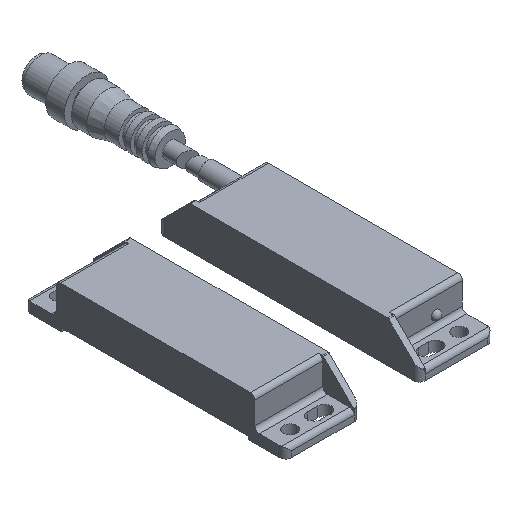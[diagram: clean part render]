
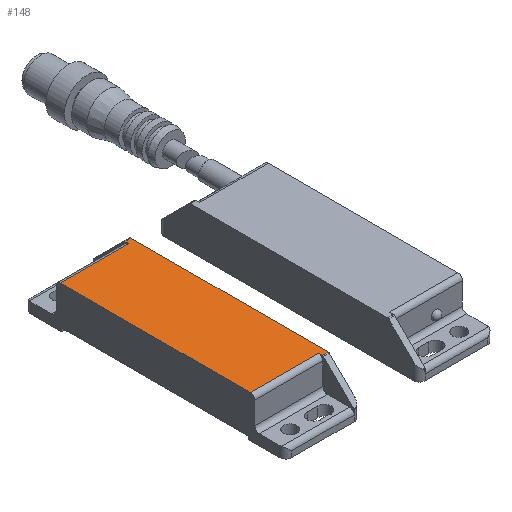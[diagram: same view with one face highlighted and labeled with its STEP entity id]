
A CAD part, isometric view. The second image highlights one B-rep face of the part: STEP entity #148.
In plain terms, the highlighted planar face has unit normal (0, 0, 1).
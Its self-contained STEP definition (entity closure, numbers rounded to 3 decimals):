
#148=ADVANCED_FACE('',(#394),#395,.T.);
#394=FACE_OUTER_BOUND('',#710,.T.);
#395=PLANE('',#711);
#710=EDGE_LOOP('',(#1571,#1572,#1573,#1574,#1575,#1576,#1577,#1578));
#711=AXIS2_PLACEMENT_3D('',#1579,#1580,#1581);
#1571=ORIENTED_EDGE('',*,*,#2218,.T.);
#1572=ORIENTED_EDGE('',*,*,#2174,.T.);
#1573=ORIENTED_EDGE('',*,*,#2240,.T.);
#1574=ORIENTED_EDGE('',*,*,#2248,.T.);
#1575=ORIENTED_EDGE('',*,*,#2249,.F.);
#1576=ORIENTED_EDGE('',*,*,#2250,.T.);
#1577=ORIENTED_EDGE('',*,*,#2251,.T.);
#1578=ORIENTED_EDGE('',*,*,#2222,.T.);
#1579=CARTESIAN_POINT('',(-19.0,44.0,14.0));
#1580=DIRECTION('',(0.,0.,1.0));
#1581=DIRECTION('',(0.,1.0,0.));
#2174=EDGE_CURVE('',#2669,#2667,#2670,.T.);
#2218=EDGE_CURVE('',#2736,#2669,#2737,.T.);
#2222=EDGE_CURVE('',#2742,#2736,#2743,.T.);
#2240=EDGE_CURVE('',#2667,#2770,#2772,.T.);
#2248=EDGE_CURVE('',#2770,#2784,#2786,.T.);
#2249=EDGE_CURVE('',#2787,#2784,#2788,.T.);
#2250=EDGE_CURVE('',#2787,#2789,#2790,.T.);
#2251=EDGE_CURVE('',#2789,#2742,#2791,.T.);
#2667=VERTEX_POINT('',#3444);
#2669=VERTEX_POINT('',#3446);
#2670=LINE('',#3447,#3448);
#2736=VERTEX_POINT('',#3552);
#2737=LINE('',#3553,#3554);
#2742=VERTEX_POINT('',#3561);
#2743=LINE('',#3562,#3563);
#2770=VERTEX_POINT('',#3601);
#2772=LINE('',#3603,#3604);
#2784=VERTEX_POINT('',#3634);
#2786=LINE('',#3636,#3637);
#2787=VERTEX_POINT('',#3638);
#2788=LINE('',#3639,#3640);
#2789=VERTEX_POINT('',#3641);
#2790=LINE('',#3642,#3643);
#2791=LINE('',#3644,#3645);
#3444=CARTESIAN_POINT('',(-45.0,12.0,14.0));
#3446=CARTESIAN_POINT('',(-45.0,76.0,14.0));
#3447=CARTESIAN_POINT('',(-45.0,44.0,14.0));
#3448=VECTOR('',#4192,1.0);
#3552=CARTESIAN_POINT('',(-22.0,76.0,14.0));
#3553=CARTESIAN_POINT('',(-33.5,76.0,14.0));
#3554=VECTOR('',#4273,1.0);
#3561=CARTESIAN_POINT('',(-22.0,77.293,14.0));
#3562=CARTESIAN_POINT('',(-22.0,63.614,14.0));
#3563=VECTOR('',#4279,1.0);
#3601=CARTESIAN_POINT('',(-22.0,12.0,14.0));
#3603=CARTESIAN_POINT('',(-33.5,12.0,14.0));
#3604=VECTOR('',#4309,1.0);
#3634=CARTESIAN_POINT('',(-22.0,10.707,14.0));
#3636=CARTESIAN_POINT('',(-22.0,24.386,14.0));
#3637=VECTOR('',#4322,1.0);
#3638=CARTESIAN_POINT('',(-20.0,10.707,14.0));
#3639=CARTESIAN_POINT('',(-19.0,10.707,14.0));
#3640=VECTOR('',#4323,1.0);
#3641=CARTESIAN_POINT('',(-20.0,77.293,14.0));
#3642=CARTESIAN_POINT('',(-20.0,44.0,14.0));
#3643=VECTOR('',#4324,1.0);
#3644=CARTESIAN_POINT('',(-19.0,77.293,14.0));
#3645=VECTOR('',#4325,1.0);
#4192=DIRECTION('',(0.,-1.0,0.));
#4273=DIRECTION('',(-1.0,0.,0.));
#4279=DIRECTION('',(0.,-1.0,0.));
#4309=DIRECTION('',(1.0,0.,0.));
#4322=DIRECTION('',(0.,-1.0,0.));
#4323=DIRECTION('',(-1.0,0.,0.));
#4324=DIRECTION('',(0.,1.0,0.));
#4325=DIRECTION('',(-1.0,0.,0.));
